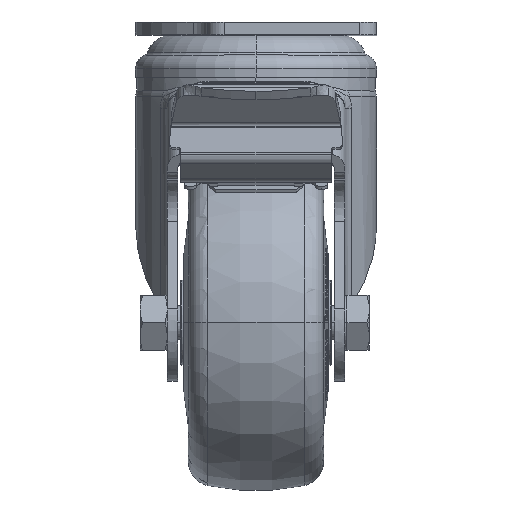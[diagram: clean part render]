
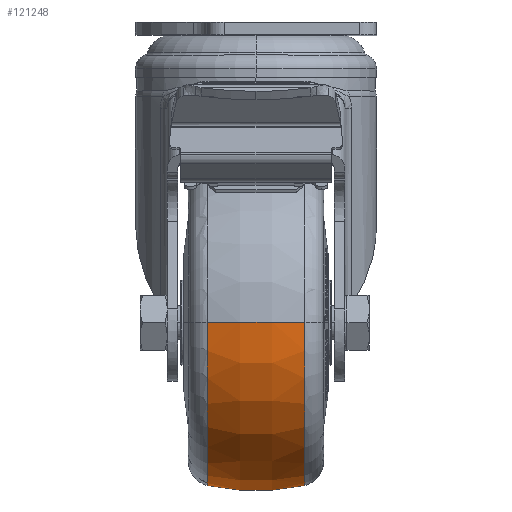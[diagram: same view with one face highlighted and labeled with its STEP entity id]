
A CAD part, top view. The second image highlights one B-rep face of the part: STEP entity #121248.
In plain terms, the highlighted toroidal (fillet/blend) face has major radius 5 mm and minor radius 45 mm.
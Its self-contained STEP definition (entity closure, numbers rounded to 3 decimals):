
#150 = ORIENTED_EDGE ( 'NONE', *, *, #92376, .T. ) ;
#1731 = VERTEX_POINT ( 'NONE', #113817 ) ;
#1735 = EDGE_LOOP ( 'NONE', ( #148246, #113798, #81961, #150 ) ) ;
#2557 = CARTESIAN_POINT ( 'NONE',  ( -11.538, 0., 0. ) ) ;
#7140 = AXIS2_PLACEMENT_3D ( 'NONE', #11513, #168496, #83183 ) ;
#11513 = CARTESIAN_POINT ( 'NONE',  ( 0., 0., 0. ) ) ;
#16804 = DIRECTION ( 'NONE',  ( 0., 0., -1. ) ) ;
#19242 = EDGE_CURVE ( 'NONE', #1731, #182276, #73463, .T. ) ;
#32229 = DIRECTION ( 'NONE',  ( 0., -1., 0. ) ) ;
#38552 = VERTEX_POINT ( 'NONE', #92261 ) ;
#41317 = CARTESIAN_POINT ( 'NONE',  ( 11.538, 0., 38.496 ) ) ;
#53926 = DIRECTION ( 'NONE',  ( 0., 1., 0. ) ) ;
#70585 = DIRECTION ( 'NONE',  ( -1., 0., 0. ) ) ;
#73463 = CIRCLE ( 'NONE', #88426, 45. ) ;
#75120 = EDGE_CURVE ( 'NONE', #1731, #38552, #155021, .T. ) ;
#81961 = ORIENTED_EDGE ( 'NONE', *, *, #169679, .T. ) ;
#83183 = DIRECTION ( 'NONE',  ( 0., 0., -1. ) ) ;
#88426 = AXIS2_PLACEMENT_3D ( 'NONE', #139290, #53926, #153643 ) ;
#92261 = CARTESIAN_POINT ( 'NONE',  ( -11.538, 0., -38.496 ) ) ;
#92376 = EDGE_CURVE ( 'NONE', #103346, #182276, #133426, .T. ) ;
#102209 = DIRECTION ( 'NONE',  ( 1., 0., 0. ) ) ;
#103346 = VERTEX_POINT ( 'NONE', #168885 ) ;
#113798 = ORIENTED_EDGE ( 'NONE', *, *, #75120, .T. ) ;
#113817 = CARTESIAN_POINT ( 'NONE',  ( -11.538, 0., 38.496 ) ) ;
#116295 = CIRCLE ( 'NONE', #136396, 45. ) ;
#117706 = CARTESIAN_POINT ( 'NONE',  ( 0., 0., 5. ) ) ;
#121248 = ADVANCED_FACE ( 'NONE', ( #134815 ), #121402, .T. ) ;
#121402 = TOROIDAL_SURFACE ( 'NONE', #7140, -5., 45. ) ;
#131952 = DIRECTION ( 'NONE',  ( 0., 0., -1. ) ) ;
#133426 = CIRCLE ( 'NONE', #136896, 38.496 ) ;
#134815 = FACE_OUTER_BOUND ( 'NONE', #1735, .T. ) ;
#136396 = AXIS2_PLACEMENT_3D ( 'NONE', #117706, #32229, #131952 ) ;
#136896 = AXIS2_PLACEMENT_3D ( 'NONE', #155948, #70585, #170341 ) ;
#139290 = CARTESIAN_POINT ( 'NONE',  ( 0., 0., -5. ) ) ;
#140581 = AXIS2_PLACEMENT_3D ( 'NONE', #2557, #102209, #16804 ) ;
#148246 = ORIENTED_EDGE ( 'NONE', *, *, #19242, .F. ) ;
#153643 = DIRECTION ( 'NONE',  ( 0., 0., 1. ) ) ;
#155021 = CIRCLE ( 'NONE', #140581, 38.496 ) ;
#155948 = CARTESIAN_POINT ( 'NONE',  ( 11.538, 0., 0. ) ) ;
#168496 = DIRECTION ( 'NONE',  ( 1., 0., 0. ) ) ;
#168885 = CARTESIAN_POINT ( 'NONE',  ( 11.538, 0., -38.496 ) ) ;
#169679 = EDGE_CURVE ( 'NONE', #38552, #103346, #116295, .T. ) ;
#170341 = DIRECTION ( 'NONE',  ( 0., 0., 1. ) ) ;
#182276 = VERTEX_POINT ( 'NONE', #41317 ) ;
